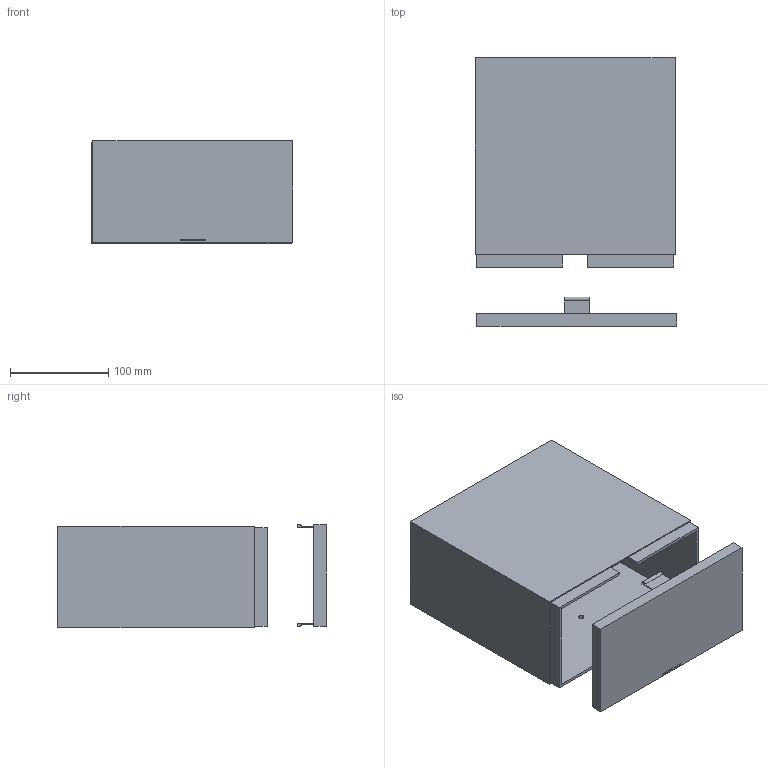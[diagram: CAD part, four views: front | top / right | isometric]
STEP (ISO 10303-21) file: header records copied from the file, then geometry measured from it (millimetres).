
FILE_DESCRIPTION(/* description */ (''),/* implementation_level */ '2;1');
FILE_NAME(/* name */ 'boxV1.step',/* time_stamp */ '2025-04-21T23:21:34-04:00',/* author */ (''),/* organization */ (''),/* preprocessor_version */ 'ST-DEVELOPER v20.1',/* originating_system */ 'Autodesk Translation Framework v14.4.0.0',/* authorisation */ '');
FILE_SCHEMA (('AUTOMOTIVE_DESIGN { 1 0 10303 214 3 1 1 }'));
Length unit declared in the file: millimetre
Products named in the file (1): box
Bounding box: 204.5 x 272.97 x 105 mm (x, y, z)
Volume: 672606.8 mm3; surface area: 350961.7 mm2
Topology: 3 solids, 3 shells, 65 faces, 161 edges, 105 vertices
Faces by surface type: plane 60, cylinder 5
Full cylindrical faces by diameter (mm): 5 x1
Entity records: 1935 total; most frequent: CARTESIAN_POINT 332, ORIENTED_EDGE 322, DIRECTION 303, EDGE_CURVE 161, LINE 151, VECTOR 151, VERTEX_POINT 105, AXIS2_PLACEMENT_3D 76
